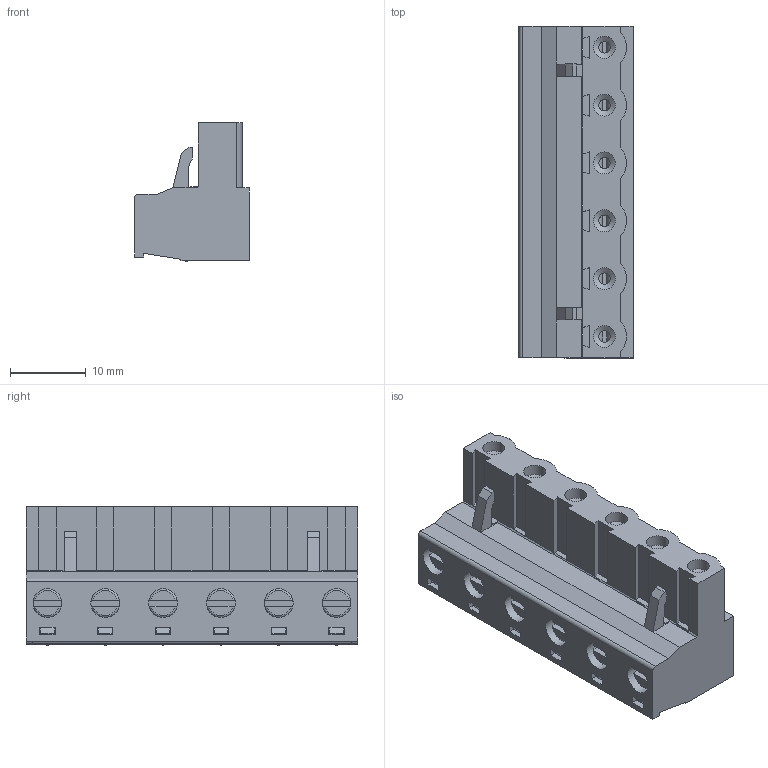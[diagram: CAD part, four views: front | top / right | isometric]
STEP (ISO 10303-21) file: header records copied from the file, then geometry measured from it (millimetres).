
FILE_DESCRIPTION( ( 'Unknown' ), '1' );
FILE_NAME( '691351400006.stp', 'Unknown', ( 'Unknown' ), ( 'Unknown' ), 'PSStep 18.0.17', 'Unknown', ' ' );
FILE_SCHEMA( ( 'AUTOMOTIVE_DESIGN { 1 0 10303 214 1 1 1 1 }' ) );
Length unit declared in the file: millimetre
Products named in the file (6): Assem1; cage; vis cage; Spring; 691351400006; 691351400006_front wall
Assembly tree (20 placements, depth 2):
  Assem1
    cage  x6
    vis cage  x6
    Spring  x6
    691351400006
    691351400006_front wall
Bounding box: 15.1 x 43.72 x 18.27 mm (x, y, z)
Volume: 4896.3 mm3; surface area: 11964.5 mm2
Topology: 20 solids, 20 shells, 1075 faces, 2807 edges, 1808 vertices
Faces by surface type: plane 816, cylinder 217, cone 18, torus 18, sphere 6
Full cylindrical faces by diameter (mm): 1 x6, 1.5 x6, 2.2 x6, 2.459 x6, 2.6 x6, 2.9 x12, 3.8 x12
Entity records: 27439 total; most frequent: CARTESIAN_POINT 3833, ORIENTED_EDGE 3696, DIRECTION 3483, EDGE_CURVE 1848, LINE 1657, VECTOR 1657, VERTEX_POINT 1239, AXIS2_PLACEMENT_3D 913
